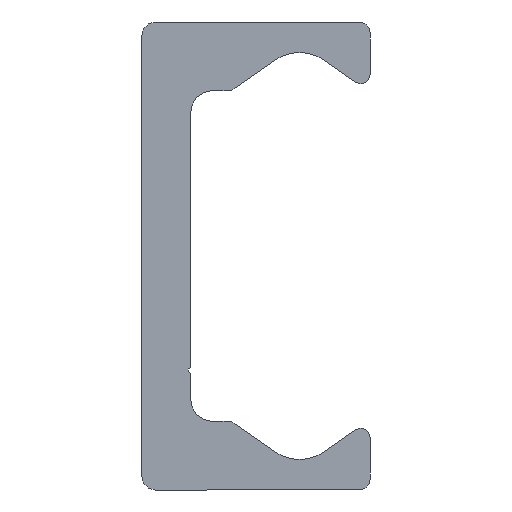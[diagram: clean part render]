
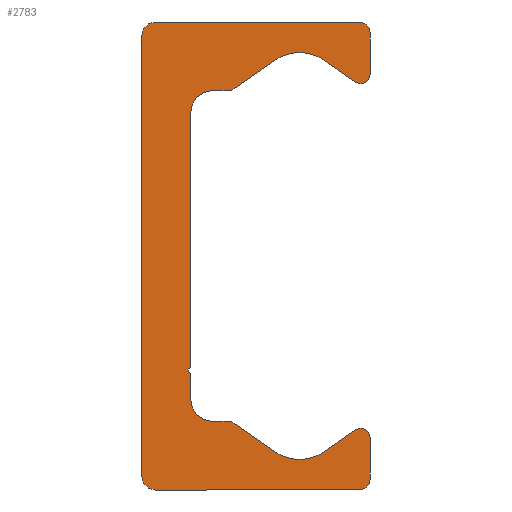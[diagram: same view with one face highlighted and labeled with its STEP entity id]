
A CAD part, left-side view. The second image highlights one B-rep face of the part: STEP entity #2783.
In plain terms, the highlighted planar face has unit normal (-1, 0, 0).
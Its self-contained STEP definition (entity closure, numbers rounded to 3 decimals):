
#1784=CARTESIAN_POINT('',(0.0,9.25,-21.5));
#1785=VERTEX_POINT('',#1784);
#1792=CARTESIAN_POINT('',(0.0,10.5,-20.25));
#1793=VERTEX_POINT('',#1792);
#1794=CARTESIAN_POINT('',(0.0,9.25,-20.25));
#1795=DIRECTION('',(1.0,0.0,0.0));
#1796=DIRECTION('',(0.0,0.0,-1.0));
#1797=AXIS2_PLACEMENT_3D('',#1794,#1795,#1796);
#1798=CIRCLE('',#1797,1.25);
#1799=EDGE_CURVE('',#1785,#1793,#1798,.T.);
#1823=CARTESIAN_POINT('',(0.0,-9.5,-21.5));
#1824=VERTEX_POINT('',#1823);
#1831=CARTESIAN_POINT('',(0.0,-9.5,-21.5));
#1832=DIRECTION('',(0.0,1.0,0.0));
#1833=VECTOR('',#1832,18.75);
#1834=LINE('',#1831,#1833);
#1835=EDGE_CURVE('',#1824,#1785,#1834,.T.);
#1855=CARTESIAN_POINT('',(0.0,-10.5,-20.5));
#1856=VERTEX_POINT('',#1855);
#1863=CARTESIAN_POINT('',(0.0,-9.5,-20.5));
#1864=DIRECTION('',(1.0,0.0,0.0));
#1865=DIRECTION('',(0.0,-1.0,0.0));
#1866=AXIS2_PLACEMENT_3D('',#1863,#1864,#1865);
#1867=CIRCLE('',#1866,1.0);
#1868=EDGE_CURVE('',#1856,#1824,#1867,.T.);
#1887=CARTESIAN_POINT('',(0.0,-10.5,-16.65));
#1888=VERTEX_POINT('',#1887);
#1895=CARTESIAN_POINT('',(0.0,-10.5,-16.65));
#1896=DIRECTION('',(0.0,0.0,-1.0));
#1897=VECTOR('',#1896,3.85);
#1898=LINE('',#1895,#1897);
#1899=EDGE_CURVE('',#1888,#1856,#1898,.T.);
#1919=CARTESIAN_POINT('',(0.0,-9.162,-15.954));
#1920=VERTEX_POINT('',#1919);
#1927=CARTESIAN_POINT('',(0.0,-9.65,-16.65));
#1928=DIRECTION('',(1.0,0.0,0.0));
#1929=DIRECTION('',(0.0,0.574,0.819));
#1930=AXIS2_PLACEMENT_3D('',#1927,#1928,#1929);
#1931=CIRCLE('',#1930,0.85);
#1932=EDGE_CURVE('',#1920,#1888,#1931,.T.);
#1951=CARTESIAN_POINT('',(0.0,-6.294,-17.962));
#1952=VERTEX_POINT('',#1951);
#1959=CARTESIAN_POINT('',(0.0,-6.294,-17.962));
#1960=DIRECTION('',(0.0,-0.819,0.574));
#1961=VECTOR('',#1960,3.501);
#1962=LINE('',#1959,#1961);
#1963=EDGE_CURVE('',#1952,#1920,#1962,.T.);
#1983=CARTESIAN_POINT('',(0.0,-1.706,-17.962));
#1984=VERTEX_POINT('',#1983);
#1991=CARTESIAN_POINT('',(0.0,-4.,-14.685));
#1992=DIRECTION('',(-1.0,0.0,0.0));
#1993=DIRECTION('',(0.0,0.574,0.819));
#1994=AXIS2_PLACEMENT_3D('',#1991,#1992,#1993);
#1995=CIRCLE('',#1994,4.0);
#1996=EDGE_CURVE('',#1984,#1952,#1995,.T.);
#2015=CARTESIAN_POINT('',(0.0,1.981,-15.381));
#2016=VERTEX_POINT('',#2015);
#2023=CARTESIAN_POINT('',(0.0,1.981,-15.381));
#2024=DIRECTION('',(0.0,-0.819,-0.574));
#2025=VECTOR('',#2024,4.5);
#2026=LINE('',#2023,#2025);
#2027=EDGE_CURVE('',#2016,#1984,#2026,.T.);
#2047=CARTESIAN_POINT('',(0.0,2.554,-15.2));
#2048=VERTEX_POINT('',#2047);
#2055=CARTESIAN_POINT('',(0.0,2.554,-16.2));
#2056=DIRECTION('',(1.0,0.0,0.0));
#2057=DIRECTION('',(0.0,0.0,1.0));
#2058=AXIS2_PLACEMENT_3D('',#2055,#2056,#2057);
#2059=CIRCLE('',#2058,1.);
#2060=EDGE_CURVE('',#2048,#2016,#2059,.T.);
#2079=CARTESIAN_POINT('',(0.0,4.0,-15.2));
#2080=VERTEX_POINT('',#2079);
#2087=CARTESIAN_POINT('',(0.0,4.0,-15.2));
#2088=DIRECTION('',(0.0,-1.0,0.0));
#2089=VECTOR('',#2088,1.446);
#2090=LINE('',#2087,#2089);
#2091=EDGE_CURVE('',#2080,#2048,#2090,.T.);
#2111=CARTESIAN_POINT('',(0.0,6.,-13.2));
#2112=VERTEX_POINT('',#2111);
#2119=CARTESIAN_POINT('',(0.0,4.,-13.2));
#2120=DIRECTION('',(-1.0,0.0,0.0));
#2121=DIRECTION('',(0.0,0.0,1.0));
#2122=AXIS2_PLACEMENT_3D('',#2119,#2120,#2121);
#2123=CIRCLE('',#2122,2.0);
#2124=EDGE_CURVE('',#2112,#2080,#2123,.T.);
#2143=CARTESIAN_POINT('',(0.0,6.,-10.75));
#2144=VERTEX_POINT('',#2143);
#2151=CARTESIAN_POINT('',(0.0,6.,-10.75));
#2152=DIRECTION('',(0.0,0.0,-1.0));
#2153=VECTOR('',#2152,2.45);
#2154=LINE('',#2151,#2153);
#2155=EDGE_CURVE('',#2144,#2112,#2154,.T.);
#2175=CARTESIAN_POINT('',(0.0,6.,-10.25));
#2176=VERTEX_POINT('',#2175);
#2183=CARTESIAN_POINT('',(0.0,6.,-10.5));
#2184=DIRECTION('',(-1.0,0.0,0.0));
#2185=DIRECTION('',(0.0,0.0,1.0));
#2186=AXIS2_PLACEMENT_3D('',#2183,#2184,#2185);
#2187=CIRCLE('',#2186,0.25);
#2188=EDGE_CURVE('',#2176,#2144,#2187,.T.);
#2207=CARTESIAN_POINT('',(0.0,6.,13.2));
#2208=VERTEX_POINT('',#2207);
#2215=CARTESIAN_POINT('',(0.0,6.,13.2));
#2216=DIRECTION('',(0.0,0.0,-1.0));
#2217=VECTOR('',#2216,23.45);
#2218=LINE('',#2215,#2217);
#2219=EDGE_CURVE('',#2208,#2176,#2218,.T.);
#2314=CARTESIAN_POINT('',(0.0,4.0,15.2));
#2315=VERTEX_POINT('',#2314);
#2322=CARTESIAN_POINT('',(0.0,4.,13.2));
#2323=DIRECTION('',(-1.0,0.0,0.0));
#2324=DIRECTION('',(0.0,-1.0,0.0));
#2325=AXIS2_PLACEMENT_3D('',#2322,#2323,#2324);
#2326=CIRCLE('',#2325,2.0);
#2327=EDGE_CURVE('',#2315,#2208,#2326,.T.);
#2346=CARTESIAN_POINT('',(0.0,2.554,15.2));
#2347=VERTEX_POINT('',#2346);
#2354=CARTESIAN_POINT('',(0.0,2.554,15.2));
#2355=DIRECTION('',(0.0,1.0,0.0));
#2356=VECTOR('',#2355,1.446);
#2357=LINE('',#2354,#2356);
#2358=EDGE_CURVE('',#2347,#2315,#2357,.T.);
#2378=CARTESIAN_POINT('',(0.0,1.981,15.381));
#2379=VERTEX_POINT('',#2378);
#2386=CARTESIAN_POINT('',(0.0,2.554,16.2));
#2387=DIRECTION('',(1.0,0.0,0.0));
#2388=DIRECTION('',(0.0,-0.574,-0.819));
#2389=AXIS2_PLACEMENT_3D('',#2386,#2387,#2388);
#2390=CIRCLE('',#2389,1.);
#2391=EDGE_CURVE('',#2379,#2347,#2390,.T.);
#2410=CARTESIAN_POINT('',(0.0,-1.706,17.962));
#2411=VERTEX_POINT('',#2410);
#2418=CARTESIAN_POINT('',(0.0,-1.706,17.962));
#2419=DIRECTION('',(0.0,0.819,-0.574));
#2420=VECTOR('',#2419,4.5);
#2421=LINE('',#2418,#2420);
#2422=EDGE_CURVE('',#2411,#2379,#2421,.T.);
#2442=CARTESIAN_POINT('',(0.0,-6.294,17.962));
#2443=VERTEX_POINT('',#2442);
#2450=CARTESIAN_POINT('',(0.0,-4.,14.685));
#2451=DIRECTION('',(-1.0,0.0,0.0));
#2452=DIRECTION('',(0.0,-0.574,-0.819));
#2453=AXIS2_PLACEMENT_3D('',#2450,#2451,#2452);
#2454=CIRCLE('',#2453,4.0);
#2455=EDGE_CURVE('',#2443,#2411,#2454,.T.);
#2474=CARTESIAN_POINT('',(0.0,-9.162,15.954));
#2475=VERTEX_POINT('',#2474);
#2482=CARTESIAN_POINT('',(0.0,-9.162,15.954));
#2483=DIRECTION('',(0.0,0.819,0.574));
#2484=VECTOR('',#2483,3.501);
#2485=LINE('',#2482,#2484);
#2486=EDGE_CURVE('',#2475,#2443,#2485,.T.);
#2506=CARTESIAN_POINT('',(0.0,-10.5,16.65));
#2507=VERTEX_POINT('',#2506);
#2514=CARTESIAN_POINT('',(0.0,-9.65,16.65));
#2515=DIRECTION('',(1.0,0.0,0.0));
#2516=DIRECTION('',(0.0,-1.0,0.0));
#2517=AXIS2_PLACEMENT_3D('',#2514,#2515,#2516);
#2518=CIRCLE('',#2517,0.85);
#2519=EDGE_CURVE('',#2507,#2475,#2518,.T.);
#2538=CARTESIAN_POINT('',(0.0,-10.5,20.5));
#2539=VERTEX_POINT('',#2538);
#2546=CARTESIAN_POINT('',(0.0,-10.5,20.5));
#2547=DIRECTION('',(0.0,0.0,-1.0));
#2548=VECTOR('',#2547,3.85);
#2549=LINE('',#2546,#2548);
#2550=EDGE_CURVE('',#2539,#2507,#2549,.T.);
#2570=CARTESIAN_POINT('',(0.0,-9.5,21.5));
#2571=VERTEX_POINT('',#2570);
#2578=CARTESIAN_POINT('',(0.0,-9.5,20.5));
#2579=DIRECTION('',(1.0,0.0,0.0));
#2580=DIRECTION('',(0.0,0.0,1.0));
#2581=AXIS2_PLACEMENT_3D('',#2578,#2579,#2580);
#2582=CIRCLE('',#2581,1.0);
#2583=EDGE_CURVE('',#2571,#2539,#2582,.T.);
#2602=CARTESIAN_POINT('',(0.0,9.25,21.5));
#2603=VERTEX_POINT('',#2602);
#2610=CARTESIAN_POINT('',(0.0,9.25,21.5));
#2611=DIRECTION('',(0.0,-1.0,0.0));
#2612=VECTOR('',#2611,18.75);
#2613=LINE('',#2610,#2612);
#2614=EDGE_CURVE('',#2603,#2571,#2613,.T.);
#2634=CARTESIAN_POINT('',(0.0,10.5,20.25));
#2635=VERTEX_POINT('',#2634);
#2642=CARTESIAN_POINT('',(0.0,9.25,20.25));
#2643=DIRECTION('',(1.0,0.0,0.0));
#2644=DIRECTION('',(0.0,1.0,0.0));
#2645=AXIS2_PLACEMENT_3D('',#2642,#2643,#2644);
#2646=CIRCLE('',#2645,1.25);
#2647=EDGE_CURVE('',#2635,#2603,#2646,.T.);
#2665=CARTESIAN_POINT('',(0.0,10.5,-20.25));
#2666=DIRECTION('',(0.0,0.0,1.0));
#2667=VECTOR('',#2666,40.5);
#2668=LINE('',#2665,#2667);
#2669=EDGE_CURVE('',#1793,#2635,#2668,.T.);
#2750=CARTESIAN_POINT('',(0.0,2.66,-0.019));
#2751=DIRECTION('',(1.0,0.0,0.0));
#2752=DIRECTION('',(0.0,0.0,-1.0));
#2753=AXIS2_PLACEMENT_3D('',#2750,#2751,#2752);
#2754=PLANE('',#2753);
#2755=ORIENTED_EDGE('',*,*,#2669,.F.);
#2756=ORIENTED_EDGE('',*,*,#1799,.F.);
#2757=ORIENTED_EDGE('',*,*,#1835,.F.);
#2758=ORIENTED_EDGE('',*,*,#1868,.F.);
#2759=ORIENTED_EDGE('',*,*,#1899,.F.);
#2760=ORIENTED_EDGE('',*,*,#1932,.F.);
#2761=ORIENTED_EDGE('',*,*,#1963,.F.);
#2762=ORIENTED_EDGE('',*,*,#1996,.F.);
#2763=ORIENTED_EDGE('',*,*,#2027,.F.);
#2764=ORIENTED_EDGE('',*,*,#2060,.F.);
#2765=ORIENTED_EDGE('',*,*,#2091,.F.);
#2766=ORIENTED_EDGE('',*,*,#2124,.F.);
#2767=ORIENTED_EDGE('',*,*,#2155,.F.);
#2768=ORIENTED_EDGE('',*,*,#2188,.F.);
#2769=ORIENTED_EDGE('',*,*,#2219,.F.);
#2770=ORIENTED_EDGE('',*,*,#2327,.F.);
#2771=ORIENTED_EDGE('',*,*,#2358,.F.);
#2772=ORIENTED_EDGE('',*,*,#2391,.F.);
#2773=ORIENTED_EDGE('',*,*,#2422,.F.);
#2774=ORIENTED_EDGE('',*,*,#2455,.F.);
#2775=ORIENTED_EDGE('',*,*,#2486,.F.);
#2776=ORIENTED_EDGE('',*,*,#2519,.F.);
#2777=ORIENTED_EDGE('',*,*,#2550,.F.);
#2778=ORIENTED_EDGE('',*,*,#2583,.F.);
#2779=ORIENTED_EDGE('',*,*,#2614,.F.);
#2780=ORIENTED_EDGE('',*,*,#2647,.F.);
#2781=EDGE_LOOP('',(#2755,#2756,#2757,#2758,#2759,#2760,#2761,#2762,#2763,#2764,#2765,#2766,#2767,#2768,#2769,#2770,#2771,#2772,#2773,#2774,#2775,#2776,#2777,#2778,#2779,#2780));
#2782=FACE_OUTER_BOUND('',#2781,.T.);
#2783=ADVANCED_FACE('',(#2782),#2754,.F.);
